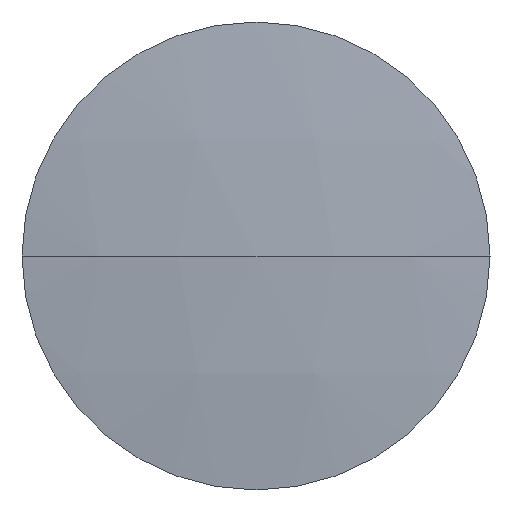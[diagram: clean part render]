
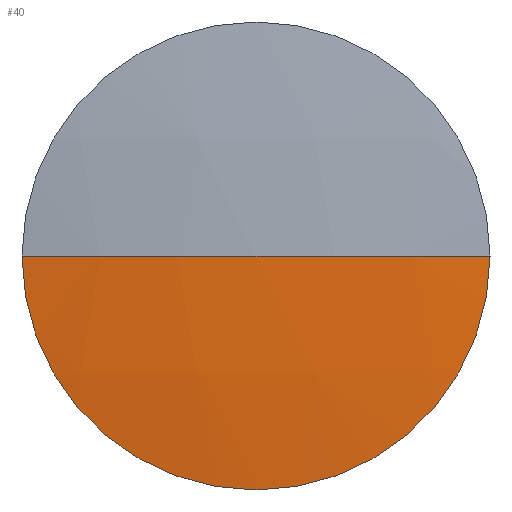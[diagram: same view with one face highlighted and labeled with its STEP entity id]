
A CAD part, left-side view. The second image highlights one B-rep face of the part: STEP entity #40.
In plain terms, the highlighted spherical face has radius 154.4 mm.
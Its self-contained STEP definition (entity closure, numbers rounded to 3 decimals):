
#2 = DIRECTION ( 'NONE',  ( 0., 0., -1. ) ) ;
#18 = CARTESIAN_POINT ( 'NONE',  ( 277.255, 65.217, 0. ) ) ;
#19 = CARTESIAN_POINT ( 'NONE',  ( 277.255, 65.217, 0. ) ) ;
#23 = AXIS2_PLACEMENT_3D ( 'NONE', #36, #120, #70 ) ;
#27 = AXIS2_PLACEMENT_3D ( 'NONE', #47, #2, #106 ) ;
#36 = CARTESIAN_POINT ( 'NONE',  ( 124.032, 65.217, 0. ) ) ;
#38 = CIRCLE ( 'NONE', #23, 19.025 ) ;
#40 = ADVANCED_FACE ( 'NONE', ( #75 ), #43, .T. ) ;
#43 = SPHERICAL_SURFACE ( 'NONE', #116, 154.4 ) ;
#45 = DIRECTION ( 'NONE',  ( 0., 0., -1. ) ) ;
#47 = CARTESIAN_POINT ( 'NONE',  ( 277.255, 65.217, 0. ) ) ;
#60 = AXIS2_PLACEMENT_3D ( 'NONE', #19, #183, #104 ) ;
#65 = DIRECTION ( 'NONE',  ( 0., 1., 0. ) ) ;
#70 = DIRECTION ( 'NONE',  ( 0., -1., 0. ) ) ;
#75 = FACE_OUTER_BOUND ( 'NONE', #126, .T. ) ;
#83 = CARTESIAN_POINT ( 'NONE',  ( 124.032, 84.242, 0. ) ) ;
#94 = EDGE_CURVE ( 'NONE', #119, #171, #38, .T. ) ;
#97 = ORIENTED_EDGE ( 'NONE', *, *, #150, .T. ) ;
#103 = VERTEX_POINT ( 'NONE', #136 ) ;
#104 = DIRECTION ( 'NONE',  ( 1., 0., 0. ) ) ;
#106 = DIRECTION ( 'NONE',  ( 0., 1., 0. ) ) ;
#115 = EDGE_CURVE ( 'NONE', #119, #103, #179, .T. ) ;
#116 = AXIS2_PLACEMENT_3D ( 'NONE', #18, #45, #65 ) ;
#117 = CIRCLE ( 'NONE', #27, 154.4 ) ;
#119 = VERTEX_POINT ( 'NONE', #83 ) ;
#120 = DIRECTION ( 'NONE',  ( -1., 0., 0. ) ) ;
#126 = EDGE_LOOP ( 'NONE', ( #165, #97, #160 ) ) ;
#136 = CARTESIAN_POINT ( 'NONE',  ( 122.855, 65.217, 0. ) ) ;
#138 = CARTESIAN_POINT ( 'NONE',  ( 124.032, 46.192, 0. ) ) ;
#150 = EDGE_CURVE ( 'NONE', #171, #103, #117, .T. ) ;
#160 = ORIENTED_EDGE ( 'NONE', *, *, #115, .F. ) ;
#165 = ORIENTED_EDGE ( 'NONE', *, *, #94, .T. ) ;
#171 = VERTEX_POINT ( 'NONE', #138 ) ;
#179 = CIRCLE ( 'NONE', #60, 154.4 ) ;
#183 = DIRECTION ( 'NONE',  ( 0., 0., 1. ) ) ;
